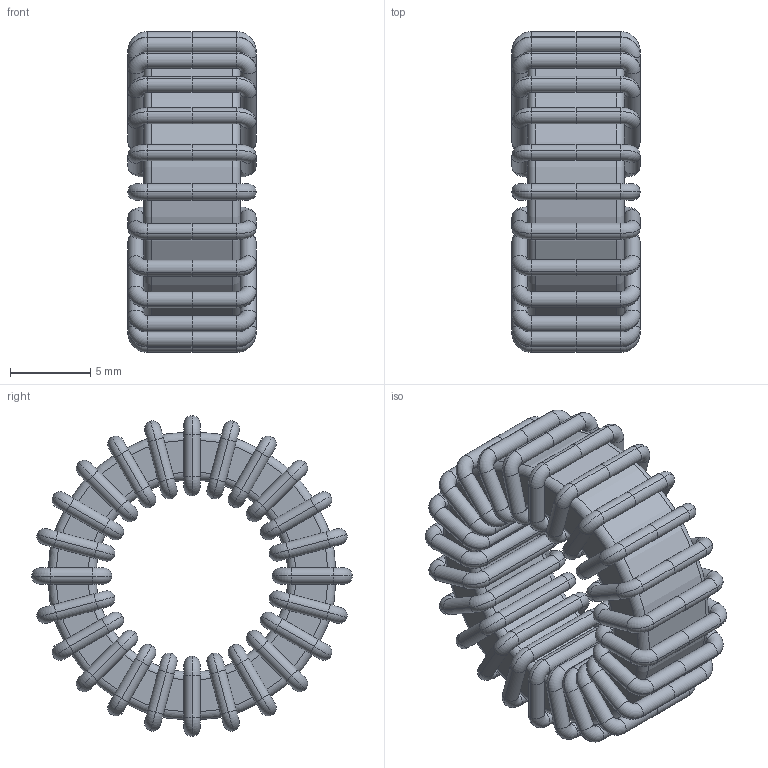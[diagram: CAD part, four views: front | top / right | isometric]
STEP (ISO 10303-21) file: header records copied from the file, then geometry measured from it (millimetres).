
FILE_DESCRIPTION (( 'STEP AP214' ), '1' );
FILE_NAME ('Inductor D20 H8MM.STEP', '2021-03-09T03:56:21', ( '' ), ( '' ), 'SwSTEP 2.0', 'SolidWorks 2019', '' );
FILE_SCHEMA (( 'AUTOMOTIVE_DESIGN' ));
Length unit declared in the file: millimetre
Products named in the file (1): Inductor D20 H8MM
Bounding box: 8 x 20 x 20 mm (x, y, z)
Volume: 1230.2 mm3; surface area: 2375.9 mm2
Topology: 25 solids, 25 shells, 446 faces, 892 edges, 448 vertices
Faces by surface type: cylinder 244, torus 200, plane 2
Entity records: 16620 total; most frequent: DIRECTION 2434, CARTESIAN_POINT 1787, ORIENTED_EDGE 1784, AXIS2_PLACEMENT_3D 1095, EDGE_CURVE 892, CIRCLE 648, UNCERTAINTY_MEASURE_WITH_UNIT 473, SURFACE_SIDE_STYLE 472
